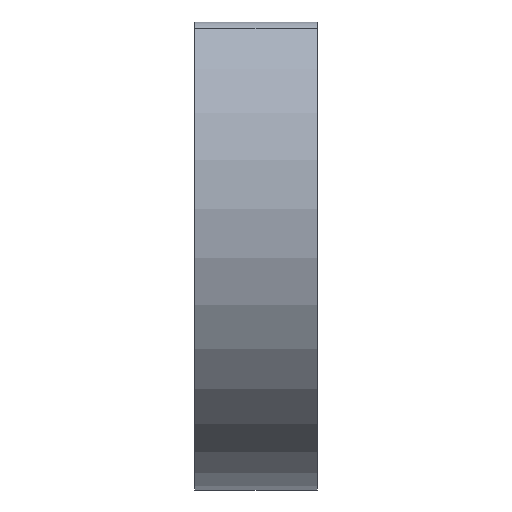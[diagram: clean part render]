
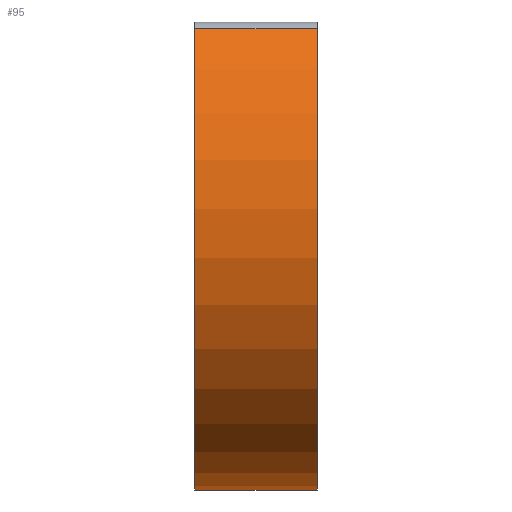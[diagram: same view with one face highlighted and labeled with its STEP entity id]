
A CAD part, top view. The second image highlights one B-rep face of the part: STEP entity #95.
In plain terms, the highlighted cylindrical face has radius 23 mm (diameter 46 mm), a partial arc.
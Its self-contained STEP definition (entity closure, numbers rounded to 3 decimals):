
#19=FACE_OUTER_BOUND('',#25,.T.);
#25=EDGE_LOOP('',(#73,#74,#75,#76));
#31=LINE('',#176,#35);
#32=LINE('',#182,#36);
#35=VECTOR('',#143,10.);
#36=VECTOR('',#150,10.);
#41=CIRCLE('',#120,23.);
#42=CIRCLE('',#121,23.);
#49=VERTEX_POINT('',#172);
#50=VERTEX_POINT('',#174);
#51=VERTEX_POINT('',#178);
#52=VERTEX_POINT('',#180);
#59=EDGE_CURVE('',#49,#50,#31,.T.);
#60=EDGE_CURVE('',#51,#49,#41,.T.);
#61=EDGE_CURVE('',#52,#50,#42,.T.);
#62=EDGE_CURVE('',#51,#52,#32,.T.);
#73=ORIENTED_EDGE('',*,*,#60,.T.);
#74=ORIENTED_EDGE('',*,*,#59,.T.);
#75=ORIENTED_EDGE('',*,*,#61,.F.);
#76=ORIENTED_EDGE('',*,*,#62,.F.);
#91=CYLINDRICAL_SURFACE('',#119,23.);
#95=ADVANCED_FACE('',(#19),#91,.T.);
#119=AXIS2_PLACEMENT_3D('',#177,#144,#145);
#120=AXIS2_PLACEMENT_3D('',#179,#146,#147);
#121=AXIS2_PLACEMENT_3D('',#181,#148,#149);
#143=DIRECTION('',(1.,0.,0.));
#144=DIRECTION('center_axis',(1.,0.,0.));
#145=DIRECTION('ref_axis',(0.,-1.,0.));
#146=DIRECTION('center_axis',(1.,0.,0.));
#147=DIRECTION('ref_axis',(0.,1.,0.));
#148=DIRECTION('center_axis',(1.,0.,0.));
#149=DIRECTION('ref_axis',(0.,1.,0.));
#150=DIRECTION('',(1.,0.,0.));
#172=CARTESIAN_POINT('',(0.,24.784,67.381));
#174=CARTESIAN_POINT('',(10.,24.784,67.381));
#176=CARTESIAN_POINT('',(0.,24.784,67.381));
#177=CARTESIAN_POINT('Origin',(0.,10.,85.));
#178=CARTESIAN_POINT('',(0.,24.784,102.619));
#179=CARTESIAN_POINT('Origin',(0.,10.,85.));
#180=CARTESIAN_POINT('',(10.,24.784,102.619));
#181=CARTESIAN_POINT('Origin',(10.,10.,85.));
#182=CARTESIAN_POINT('',(0.,24.784,102.619));
